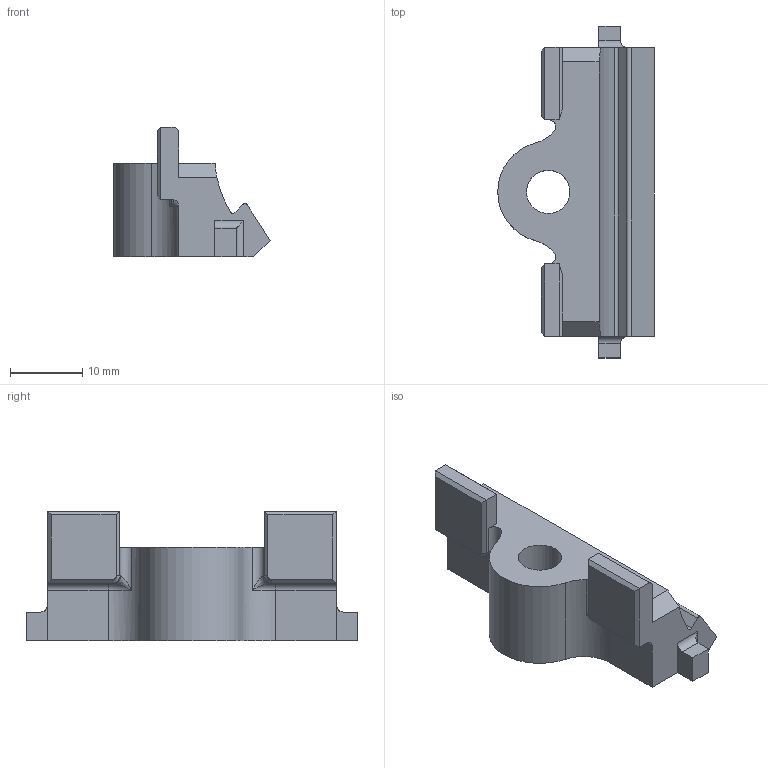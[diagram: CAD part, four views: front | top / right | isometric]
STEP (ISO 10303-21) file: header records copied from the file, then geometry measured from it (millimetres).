
FILE_DESCRIPTION(/* description */ (''),/* implementation_level */ '2;1');
FILE_NAME(/* name */ 'f2f2a579-e952-4385-82b7-1fdf1b5a6fbb.stp',/* time_stamp */ '2019-04-16T02:21:01+00:00',/* author */ (''),/* organization */ (''),/* preprocessor_version */ 'ST-DEVELOPER v18',/* originating_system */ 'Autodesk Translation Framework v8.2.0.1029',/* authorisation */ '');
FILE_SCHEMA (('AUTOMOTIVE_DESIGN { 1 0 10303 214 3 1 1 }'));
Length unit declared in the file: millimetre
Products named in the file (1): stay joint
Bounding box: 21.68 x 46 x 18 mm (x, y, z)
Volume: 6235 mm3; surface area: 3102.9 mm2
Topology: 1 solids, 1 shells, 66 faces, 172 edges, 106 vertices
Faces by surface type: plane 41, cylinder 17, torus 4, cone 2, bspline 2
Full cylindrical faces by diameter (mm): 6 x1
Entity records: 2100 total; most frequent: CARTESIAN_POINT 449, ORIENTED_EDGE 340, DIRECTION 340, EDGE_CURVE 170, LINE 122, VECTOR 122, AXIS2_PLACEMENT_3D 109, VERTEX_POINT 106
